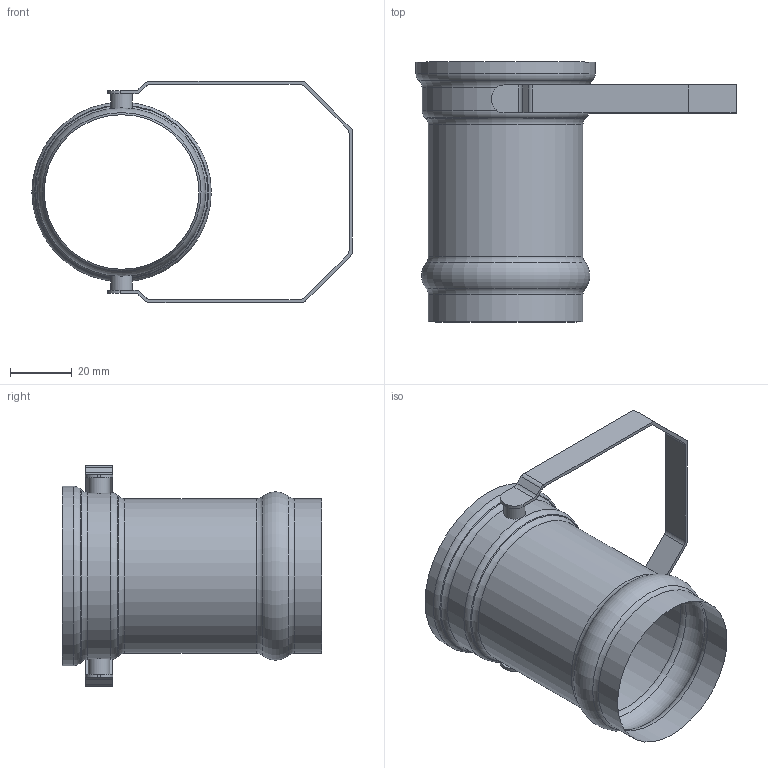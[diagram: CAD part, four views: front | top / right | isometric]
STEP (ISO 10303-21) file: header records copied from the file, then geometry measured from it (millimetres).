
FILE_DESCRIPTION(/* description */ (''),/* implementation_level */ '2;1');
FILE_NAME(/* name */ 'GehäuseVorn v1.step',/* time_stamp */ '2020-04-11T23:23:57+02:00',/* author */ (''),/* organization */ (''),/* preprocessor_version */ 'ST-DEVELOPER v18',/* originating_system */ 'Autodesk Translation Framework v8.12.0.6',/* authorisation */ '');
FILE_SCHEMA (('AUTOMOTIVE_DESIGN { 1 0 10303 214 3 1 1 }'));
Length unit declared in the file: millimetre
Products named in the file (3): GehäuseVorn; Aufhängung; Par
Assembly tree (2 placements, depth 2):
  GehäuseVorn
    Aufhängung
    Par
Bounding box: 103.5 x 84 x 71.5 mm (x, y, z)
Volume: 2097.6 mm3; surface area: 18627.3 mm2
Topology: 3 solids, 4 shells, 61 faces, 159 edges, 104 vertices
Faces by surface type: cylinder 26, plane 26, torus 7, cone 2
Full cylindrical faces by diameter (mm): 5.2 x2, 7 x2, 50 x2, 54 x1, 58 x1
Entity records: 2003 total; most frequent: DIRECTION 362, CARTESIAN_POINT 329, ORIENTED_EDGE 316, EDGE_CURVE 159, AXIS2_PLACEMENT_3D 137, VERTEX_POINT 104, LINE 88, VECTOR 88
